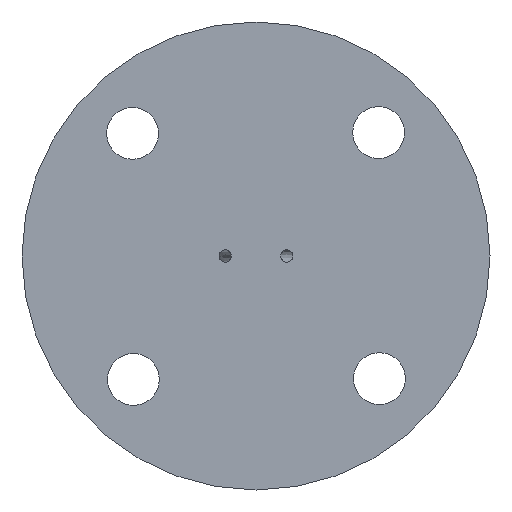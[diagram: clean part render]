
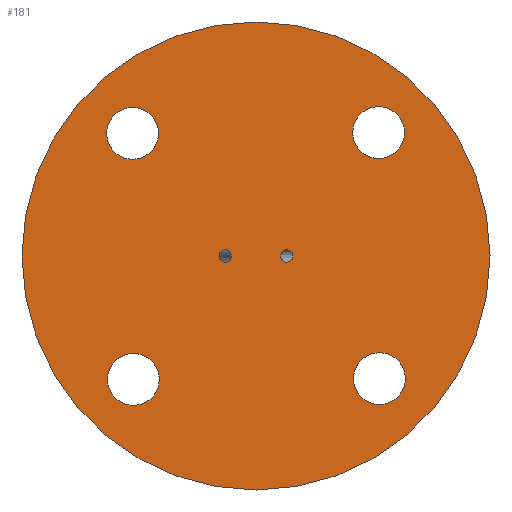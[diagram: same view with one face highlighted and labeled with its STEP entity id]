
A CAD part, front view. The second image highlights one B-rep face of the part: STEP entity #181.
In plain terms, the highlighted planar face has unit normal (0, -1, 0).
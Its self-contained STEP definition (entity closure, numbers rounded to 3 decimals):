
#25=FACE_BOUND('',#72,.T.);
#26=FACE_BOUND('',#73,.T.);
#27=FACE_BOUND('',#74,.T.);
#28=FACE_BOUND('',#75,.T.);
#29=FACE_BOUND('',#76,.T.);
#30=FACE_BOUND('',#77,.T.);
#32=PLANE('',#217);
#56=FACE_OUTER_BOUND('',#71,.T.);
#71=EDGE_LOOP('',(#164));
#72=EDGE_LOOP('',(#165));
#73=EDGE_LOOP('',(#166));
#74=EDGE_LOOP('',(#167));
#75=EDGE_LOOP('',(#168));
#76=EDGE_LOOP('',(#169));
#77=EDGE_LOOP('',(#170));
#80=CIRCLE('',#197,0.5);
#82=CIRCLE('',#199,0.5);
#85=CIRCLE('',#203,2.1);
#87=CIRCLE('',#206,2.1);
#89=CIRCLE('',#209,2.1);
#91=CIRCLE('',#212,2.1);
#93=CIRCLE('',#215,19.);
#94=VERTEX_POINT('',#292);
#96=VERTEX_POINT('',#316);
#99=VERTEX_POINT('',#325);
#101=VERTEX_POINT('',#331);
#103=VERTEX_POINT('',#337);
#105=VERTEX_POINT('',#343);
#107=VERTEX_POINT('',#349);
#108=EDGE_CURVE('',#94,#94,#80,.T.);
#111=EDGE_CURVE('',#96,#96,#82,.T.);
#116=EDGE_CURVE('',#99,#99,#85,.T.);
#119=EDGE_CURVE('',#101,#101,#87,.T.);
#122=EDGE_CURVE('',#103,#103,#89,.T.);
#125=EDGE_CURVE('',#105,#105,#91,.T.);
#128=EDGE_CURVE('',#107,#107,#93,.T.);
#164=ORIENTED_EDGE('',*,*,#128,.F.);
#165=ORIENTED_EDGE('',*,*,#108,.T.);
#166=ORIENTED_EDGE('',*,*,#111,.T.);
#167=ORIENTED_EDGE('',*,*,#125,.F.);
#168=ORIENTED_EDGE('',*,*,#122,.F.);
#169=ORIENTED_EDGE('',*,*,#119,.F.);
#170=ORIENTED_EDGE('',*,*,#116,.F.);
#181=ADVANCED_FACE('',(#56,#25,#26,#27,#28,#29,#30),#32,.F.);
#197=AXIS2_PLACEMENT_3D('',#293,#223,#224);
#199=AXIS2_PLACEMENT_3D('',#317,#227,#228);
#203=AXIS2_PLACEMENT_3D('',#327,#236,#237);
#206=AXIS2_PLACEMENT_3D('',#333,#243,#244);
#209=AXIS2_PLACEMENT_3D('',#339,#250,#251);
#212=AXIS2_PLACEMENT_3D('',#345,#257,#258);
#215=AXIS2_PLACEMENT_3D('',#351,#264,#265);
#217=AXIS2_PLACEMENT_3D('',#353,#268,#269);
#223=DIRECTION('center_axis',(0.,1.,0.));
#224=DIRECTION('ref_axis',(0.,0.,-1.));
#227=DIRECTION('center_axis',(0.,1.,0.));
#228=DIRECTION('ref_axis',(0.,0.,-1.));
#236=DIRECTION('center_axis',(0.,-1.,0.));
#237=DIRECTION('ref_axis',(1.,0.,0.));
#243=DIRECTION('center_axis',(0.,-1.,0.));
#244=DIRECTION('ref_axis',(1.,0.,0.));
#250=DIRECTION('center_axis',(0.,-1.,0.));
#251=DIRECTION('ref_axis',(1.,0.,0.));
#257=DIRECTION('center_axis',(0.,-1.,0.));
#258=DIRECTION('ref_axis',(1.,0.,0.));
#264=DIRECTION('center_axis',(0.,1.,0.));
#265=DIRECTION('ref_axis',(1.,0.,0.));
#268=DIRECTION('center_axis',(0.,1.,0.));
#269=DIRECTION('ref_axis',(1.,0.,0.));
#292=CARTESIAN_POINT('',(2.5,12.,0.5));
#293=CARTESIAN_POINT('Origin',(2.5,12.,0.));
#316=CARTESIAN_POINT('',(-2.5,12.,0.5));
#317=CARTESIAN_POINT('Origin',(-2.5,12.,0.));
#325=CARTESIAN_POINT('',(7.922,12.,-9.953));
#327=CARTESIAN_POINT('Origin',(10.022,12.,-9.953));
#331=CARTESIAN_POINT('',(-12.122,12.,9.953));
#333=CARTESIAN_POINT('Origin',(-10.022,12.,9.953));
#337=CARTESIAN_POINT('',(7.853,12.,10.022));
#339=CARTESIAN_POINT('Origin',(9.953,12.,10.022));
#343=CARTESIAN_POINT('',(-12.053,12.,-10.022));
#345=CARTESIAN_POINT('Origin',(-9.953,12.,-10.022));
#349=CARTESIAN_POINT('',(-19.,12.,0.));
#351=CARTESIAN_POINT('Origin',(0.,12.,0.));
#353=CARTESIAN_POINT('Origin',(0.,12.,0.));
